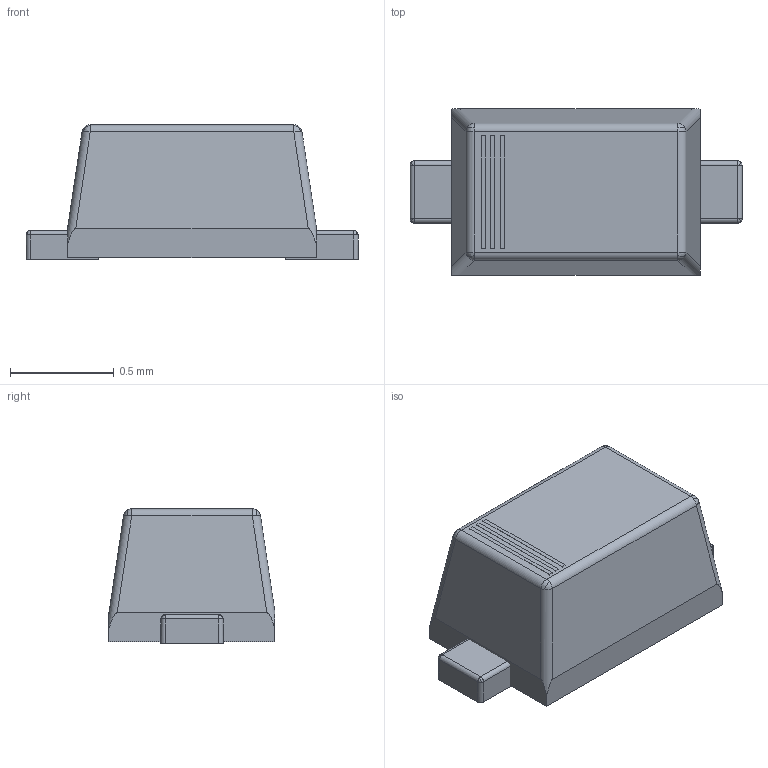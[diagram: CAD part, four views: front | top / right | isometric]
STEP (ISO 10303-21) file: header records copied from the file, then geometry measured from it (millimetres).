
FILE_DESCRIPTION (( 'STEP AP214' ), '1' );
FILE_NAME ('BZT52C5V6T-7.STEP', '2024-11-20T04:37:04', ( '' ), ( '' ), 'SwSTEP 2.0', 'SolidWorks 2023', '' );
FILE_SCHEMA (( 'AUTOMOTIVE_DESIGN' ));
Length unit declared in the file: millimetre
Products named in the file (4): BZT52C5V6T-7; Nexperia Logo; 1; 2
Assembly tree (3 placements, depth 2):
  BZT52C5V6T-7
    1
    2
    Nexperia Logo
Bounding box: 1.6 x 0.8 x 0.65 mm (x, y, z)
Volume: 0.6 mm3; surface area: 5.2 mm2
Topology: 6 solids, 6 shells, 74 faces, 186 edges, 108 vertices
Faces by surface type: plane 40, cylinder 18, bspline 16
Entity records: 3228 total; most frequent: CARTESIAN_POINT 622, DIRECTION 354, ORIENTED_EDGE 340, EDGE_CURVE 170, AXIS2_PLACEMENT_3D 128, VERTEX_POINT 108, LINE 98, VECTOR 98
